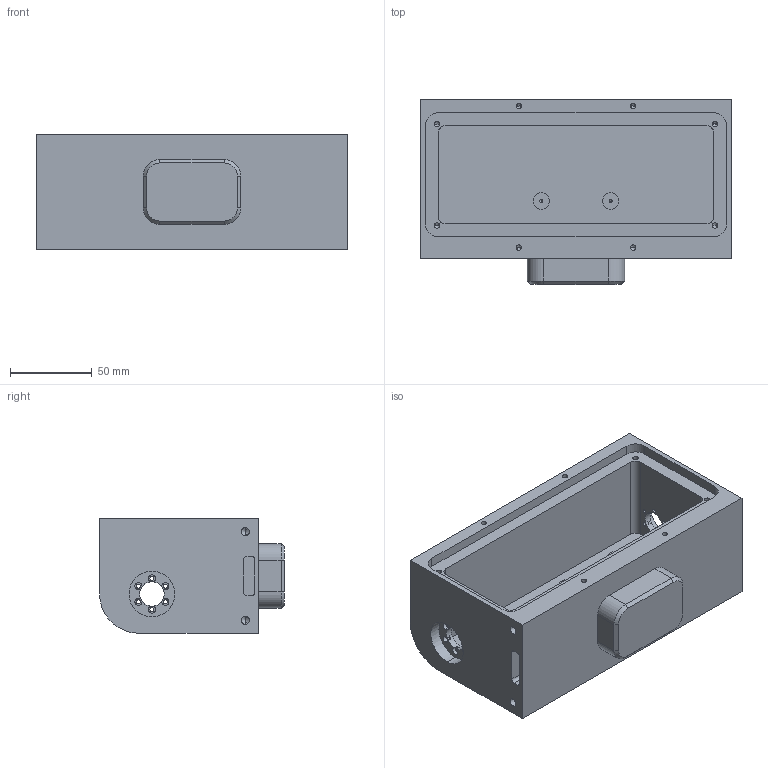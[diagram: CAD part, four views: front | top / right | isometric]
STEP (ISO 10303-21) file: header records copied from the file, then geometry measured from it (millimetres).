
FILE_DESCRIPTION (( 'STEP AP214' ), '1' );
FILE_NAME ('9_CarterPropulsion_CBTV18.STEP', '2019-09-09T09:53:32', ( '' ), ( '' ), 'SwSTEP 2.0', 'SolidWorks 2018', '' );
FILE_SCHEMA (( 'AUTOMOTIVE_DESIGN' ));
Length unit declared in the file: millimetre
Products named in the file (1): 9_CarterPropulsion_CBTV18
Bounding box: 190 x 113 x 70 mm (x, y, z)
Volume: 662268.5 mm3; surface area: 114042.2 mm2
Topology: 1 solids, 1 shells, 230 faces, 605 edges, 364 vertices
Faces by surface type: cylinder 131, plane 51, cone 48
Entity records: 7341 total; most frequent: DIRECTION 1313, CARTESIAN_POINT 1156, ORIENTED_EDGE 1122, EDGE_CURVE 561, AXIS2_PLACEMENT_3D 521, VERTEX_POINT 364, CIRCLE 290, EDGE_LOOP 289
